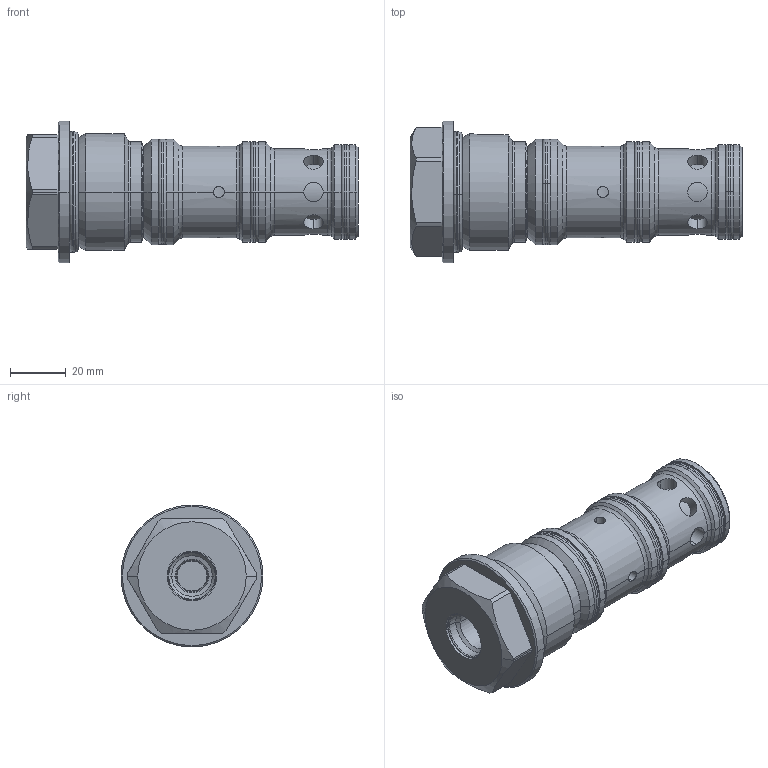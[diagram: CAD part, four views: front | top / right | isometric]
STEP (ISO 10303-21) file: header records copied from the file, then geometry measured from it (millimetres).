
FILE_DESCRIPTION (( 'STEP AP214' ), '1' );
FILE_NAME ('484.K5_Kunde.STEP', '2017-02-21T13:42:33', ( 'user' ), ( '' ), 'SwSTEP 2.0', 'SolidWorks 2016', '' );
FILE_SCHEMA (( 'AUTOMOTIVE_DESIGN' ));
Length unit declared in the file: millimetre
Products named in the file (1): 484.K5_Kunde
Bounding box: 119.3 x 51 x 51 mm (x, y, z)
Volume: 122566.8 mm3; surface area: 25119.1 mm2
Topology: 5 solids, 5 shells, 198 faces, 425 edges, 248 vertices
Faces by surface type: cylinder 89, torus 52, cone 35, plane 22
Entity records: 6919 total; most frequent: CARTESIAN_POINT 2484, DIRECTION 971, ORIENTED_EDGE 850, EDGE_CURVE 425, AXIS2_PLACEMENT_3D 419, VERTEX_POINT 248, CIRCLE 220, EDGE_LOOP 217
